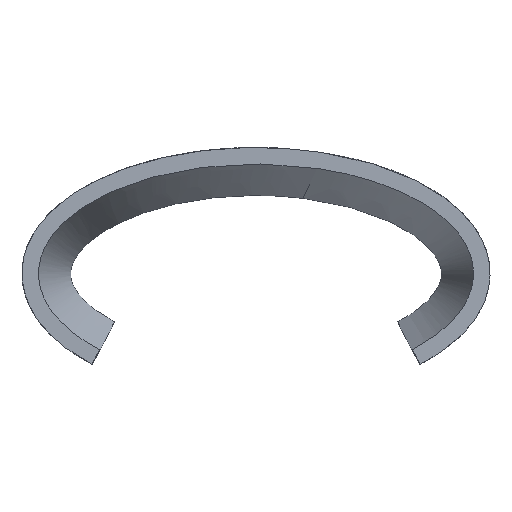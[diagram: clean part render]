
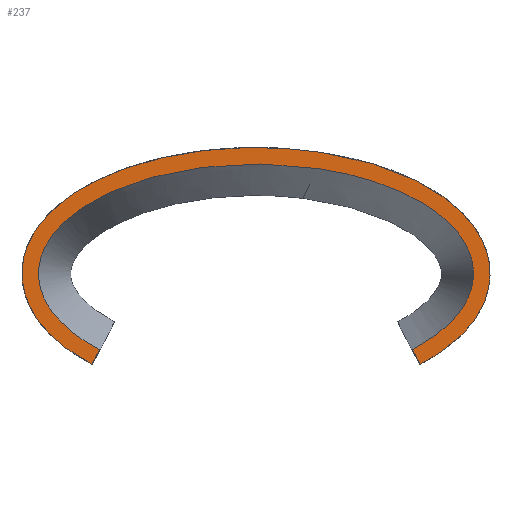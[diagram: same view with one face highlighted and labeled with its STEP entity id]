
A CAD part, top view. The second image highlights one B-rep face of the part: STEP entity #237.
In plain terms, the highlighted planar face has unit normal (0, 0, 1).
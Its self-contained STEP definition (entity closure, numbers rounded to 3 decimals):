
#24=ELLIPSE('',#250,26.4,13.3);
#25=ELLIPSE('',#251,26.4,13.3);
#43=FACE_OUTER_BOUND('',#57,.T.);
#57=EDGE_LOOP('',(#196,#197,#198,#199,#200,#201));
#74=LINE('',#1778,#94);
#75=LINE('',#1784,#95);
#94=VECTOR('',#272,2.001);
#95=VECTOR('',#277,2.001);
#112=B_SPLINE_CURVE_WITH_KNOTS('',3,(#1741,#1742,#1743,#1744,#1745,#1746,
#1747,#1748,#1749,#1750,#1751,#1752,#1753,#1754,#1755,#1756,#1757,#1758,
#1759,#1760,#1761,#1762,#1763,#1764,#1765,#1766,#1767,#1768,#1769,#1770,
#1771,#1772,#1773,#1774,#1775,#1776),.UNSPECIFIED.,.F.,.F.,(4,1,1,1,1,1,
1,1,1,1,1,1,1,1,1,1,1,1,1,1,1,1,1,1,1,1,1,1,1,1,1,1,1,4),(1.278,
1.385,1.495,1.55,1.66,1.715,
1.797,1.824,1.879,1.907,1.962,
1.989,2.044,2.071,2.126,2.154,
2.209,2.236,2.319,2.374,2.483,
2.538,2.703,2.813,2.978,3.033,
3.142,3.197,3.307,3.362,3.472,
3.527,3.692,3.911),.UNSPECIFIED.);
#113=B_SPLINE_CURVE_WITH_KNOTS('',3,(#1785,#1786,#1787,#1788,#1789,#1790,
#1791,#1792,#1793,#1794,#1795,#1796,#1797,#1798,#1799,#1800,#1801,#1802,
#1803,#1804,#1805,#1806,#1807,#1808,#1809,#1810),.UNSPECIFIED.,.F.,.F.,
(4,1,1,1,1,1,1,1,1,1,1,1,1,1,1,1,1,1,1,1,1,1,1,4),(2.372,2.542,
2.713,2.798,2.968,3.053,3.181,
3.224,3.309,3.352,3.437,3.479,
3.565,3.607,3.692,3.735,3.82,
3.863,3.948,3.991,4.076,4.118,
4.246,4.413),.UNSPECIFIED.);
#130=VERTEX_POINT('',#1739);
#131=VERTEX_POINT('',#1740);
#132=VERTEX_POINT('',#1777);
#133=VERTEX_POINT('',#1779);
#134=VERTEX_POINT('',#1781);
#135=VERTEX_POINT('',#1783);
#154=EDGE_CURVE('',#130,#131,#112,.T.);
#155=EDGE_CURVE('',#132,#130,#74,.T.);
#156=EDGE_CURVE('',#133,#132,#24,.T.);
#157=EDGE_CURVE('',#134,#133,#25,.T.);
#158=EDGE_CURVE('',#135,#134,#75,.T.);
#159=EDGE_CURVE('',#131,#135,#113,.T.);
#196=ORIENTED_EDGE('',*,*,#154,.F.);
#197=ORIENTED_EDGE('',*,*,#155,.F.);
#198=ORIENTED_EDGE('',*,*,#156,.F.);
#199=ORIENTED_EDGE('',*,*,#157,.F.);
#200=ORIENTED_EDGE('',*,*,#158,.F.);
#201=ORIENTED_EDGE('',*,*,#159,.F.);
#229=PLANE('',#249);
#237=ADVANCED_FACE('',(#43),#229,.T.);
#249=AXIS2_PLACEMENT_3D('',#1738,#270,#271);
#250=AXIS2_PLACEMENT_3D('',#1780,#273,#274);
#251=AXIS2_PLACEMENT_3D('',#1782,#275,#276);
#270=DIRECTION('center_axis',(0.,0.,1.));
#271=DIRECTION('ref_axis',(1.,0.,0.));
#272=DIRECTION('',(-0.493,-0.87,0.));
#273=DIRECTION('center_axis',(0.,0.,1.));
#274=DIRECTION('ref_axis',(1.,0.,0.));
#275=DIRECTION('center_axis',(0.,0.,1.));
#276=DIRECTION('ref_axis',(-1.,0.,0.));
#277=DIRECTION('',(-0.493,0.87,0.));
#1738=CARTESIAN_POINT('Origin',(-0.477,3.929,0.));
#1739=CARTESIAN_POINT('',(-19.946,-10.996,0.));
#1740=CARTESIAN_POINT('',(7.998,14.699,0.));
#1741=CARTESIAN_POINT('Ctrl Pts',(-19.946,-10.996,0.));
#1742=CARTESIAN_POINT('Ctrl Pts',(-20.649,-10.629,0.));
#1743=CARTESIAN_POINT('Ctrl Pts',(-22.006,-9.839,0.));
#1744=CARTESIAN_POINT('Ctrl Pts',(-23.515,-8.741,0.));
#1745=CARTESIAN_POINT('Ctrl Pts',(-24.879,-7.548,0.));
#1746=CARTESIAN_POINT('Ctrl Pts',(-25.834,-6.528,0.));
#1747=CARTESIAN_POINT('Ctrl Pts',(-26.74,-5.309,0.));
#1748=CARTESIAN_POINT('Ctrl Pts',(-27.244,-4.457,0.));
#1749=CARTESIAN_POINT('Ctrl Pts',(-27.662,-3.576,0.));
#1750=CARTESIAN_POINT('Ctrl Pts',(-27.895,-2.975,0.));
#1751=CARTESIAN_POINT('Ctrl Pts',(-28.127,-2.211,0.));
#1752=CARTESIAN_POINT('Ctrl Pts',(-28.264,-1.589,0.));
#1753=CARTESIAN_POINT('Ctrl Pts',(-28.373,-0.804,
0.));
#1754=CARTESIAN_POINT('Ctrl Pts',(-28.408,-0.172,
0.));
#1755=CARTESIAN_POINT('Ctrl Pts',(-28.388,0.619,0.));
#1756=CARTESIAN_POINT('Ctrl Pts',(-28.32,1.249,0.));
#1757=CARTESIAN_POINT('Ctrl Pts',(-28.172,2.029,0.));
#1758=CARTESIAN_POINT('Ctrl Pts',(-28.004,2.645,0.));
#1759=CARTESIAN_POINT('Ctrl Pts',(-27.681,3.552,0.));
#1760=CARTESIAN_POINT('Ctrl Pts',(-27.265,4.434,0.));
#1761=CARTESIAN_POINT('Ctrl Pts',(-26.482,5.702,0.));
#1762=CARTESIAN_POINT('Ctrl Pts',(-25.627,6.766,0.));
#1763=CARTESIAN_POINT('Ctrl Pts',(-24.13,8.265,0.));
#1764=CARTESIAN_POINT('Ctrl Pts',(-22.36,9.633,0.));
#1765=CARTESIAN_POINT('Ctrl Pts',(-19.605,11.237,0.));
#1766=CARTESIAN_POINT('Ctrl Pts',(-17.269,12.268,0.));
#1767=CARTESIAN_POINT('Ctrl Pts',(-14.754,13.154,0.));
#1768=CARTESIAN_POINT('Ctrl Pts',(-12.994,13.671,0.));
#1769=CARTESIAN_POINT('Ctrl Pts',(-10.709,14.221,0.));
#1770=CARTESIAN_POINT('Ctrl Pts',(-8.82,14.583,0.));
#1771=CARTESIAN_POINT('Ctrl Pts',(-6.4,14.935,0.));
#1772=CARTESIAN_POINT('Ctrl Pts',(-4.427,15.135,0.));
#1773=CARTESIAN_POINT('Ctrl Pts',(-1.434,15.311,0.));
#1774=CARTESIAN_POINT('Ctrl Pts',(2.592,15.324,0.));
#1775=CARTESIAN_POINT('Ctrl Pts',(6.068,14.996,0.));
#1776=CARTESIAN_POINT('Ctrl Pts',(7.998,14.699,0.));
#1777=CARTESIAN_POINT('',(-18.959,-9.255,0.));
#1778=CARTESIAN_POINT('',(-18.959,-9.255,0.));
#1779=CARTESIAN_POINT('',(7.692,12.723,0.));
#1780=CARTESIAN_POINT('Origin',(0.,0.,0.));
#1781=CARTESIAN_POINT('',(18.959,-9.255,0.));
#1782=CARTESIAN_POINT('Origin',(0.,0.,
0.));
#1783=CARTESIAN_POINT('',(19.946,-10.996,0.));
#1784=CARTESIAN_POINT('',(19.946,-10.996,0.));
#1785=CARTESIAN_POINT('Ctrl Pts',(7.998,14.699,0.));
#1786=CARTESIAN_POINT('Ctrl Pts',(9.493,14.47,0.));
#1787=CARTESIAN_POINT('Ctrl Pts',(12.411,13.881,0.));
#1788=CARTESIAN_POINT('Ctrl Pts',(15.787,12.837,0.));
#1789=CARTESIAN_POINT('Ctrl Pts',(18.894,11.573,0.));
#1790=CARTESIAN_POINT('Ctrl Pts',(21.142,10.394,0.));
#1791=CARTESIAN_POINT('Ctrl Pts',(23.353,8.886,0.));
#1792=CARTESIAN_POINT('Ctrl Pts',(24.639,7.782,0.));
#1793=CARTESIAN_POINT('Ctrl Pts',(25.757,6.6,0.));
#1794=CARTESIAN_POINT('Ctrl Pts',(26.415,5.772,0.));
#1795=CARTESIAN_POINT('Ctrl Pts',(27.118,4.691,0.));
#1796=CARTESIAN_POINT('Ctrl Pts',(27.582,3.789,0.));
#1797=CARTESIAN_POINT('Ctrl Pts',(28.025,2.623,0.));
#1798=CARTESIAN_POINT('Ctrl Pts',(28.265,1.662,0.));
#1799=CARTESIAN_POINT('Ctrl Pts',(28.413,0.442,0.));
#1800=CARTESIAN_POINT('Ctrl Pts',(28.407,-0.542,0.));
#1801=CARTESIAN_POINT('Ctrl Pts',(28.245,-1.761,0.));
#1802=CARTESIAN_POINT('Ctrl Pts',(27.994,-2.719,0.));
#1803=CARTESIAN_POINT('Ctrl Pts',(27.539,-3.883,0.));
#1804=CARTESIAN_POINT('Ctrl Pts',(27.066,-4.781,0.));
#1805=CARTESIAN_POINT('Ctrl Pts',(26.352,-5.858,0.));
#1806=CARTESIAN_POINT('Ctrl Pts',(25.685,-6.682,0.));
#1807=CARTESIAN_POINT('Ctrl Pts',(24.556,-7.859,0.));
#1808=CARTESIAN_POINT('Ctrl Pts',(22.844,-9.31,0.));
#1809=CARTESIAN_POINT('Ctrl Pts',(21.048,-10.42,0.));
#1810=CARTESIAN_POINT('Ctrl Pts',(19.946,-10.996,0.));
